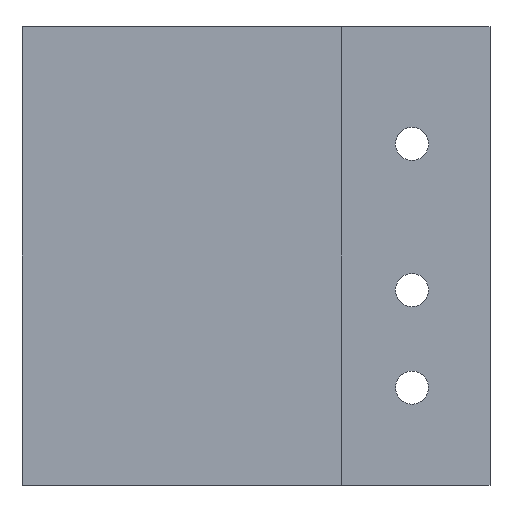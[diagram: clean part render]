
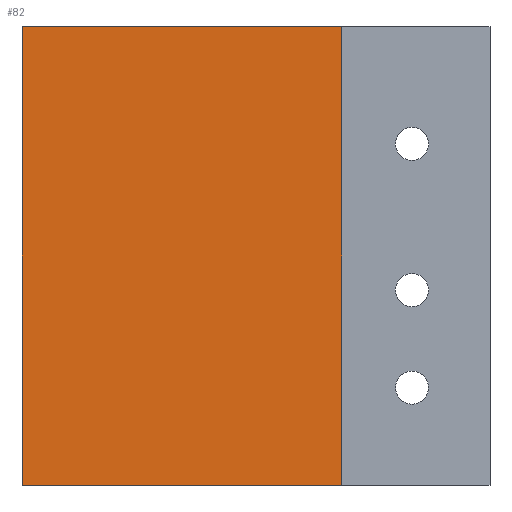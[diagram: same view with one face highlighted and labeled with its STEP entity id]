
A CAD part, left-side view. The second image highlights one B-rep face of the part: STEP entity #82.
In plain terms, the highlighted planar face has unit normal (-1, 0, 0).
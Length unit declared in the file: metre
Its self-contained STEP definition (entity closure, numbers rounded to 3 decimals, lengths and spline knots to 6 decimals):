
#82 = ADVANCED_FACE( '', ( #212 ), #213, .T. );
#212 = FACE_OUTER_BOUND( '', #396, .T. );
#213 = PLANE( '', #397 );
#396 = EDGE_LOOP( '', ( #579, #580, #581, #582 ) );
#397 = AXIS2_PLACEMENT_3D( '', #583, #584, #585 );
#579 = ORIENTED_EDGE( '', *, *, #1118, .T. );
#580 = ORIENTED_EDGE( '', *, *, #1119, .T. );
#581 = ORIENTED_EDGE( '', *, *, #1120, .F. );
#582 = ORIENTED_EDGE( '', *, *, #1121, .T. );
#583 = CARTESIAN_POINT( '', ( -0.0092, 0.012, 0.0205 ) );
#584 = DIRECTION( '', ( -1., 0., 0. ) );
#585 = DIRECTION( '', ( 0., -1., 0. ) );
#1118 = EDGE_CURVE( '', #1337, #1338, #1339, .T. );
#1119 = EDGE_CURVE( '', #1338, #1340, #1341, .T. );
#1120 = EDGE_CURVE( '', #1342, #1340, #1343, .T. );
#1121 = EDGE_CURVE( '', #1342, #1337, #1344, .T. );
#1337 = VERTEX_POINT( '', #1664 );
#1338 = VERTEX_POINT( '', #1665 );
#1339 = LINE( '', #1666, #1667 );
#1340 = VERTEX_POINT( '', #1668 );
#1341 = LINE( '', #1669, #1670 );
#1342 = VERTEX_POINT( '', #1671 );
#1343 = LINE( '', #1672, #1673 );
#1344 = LINE( '', #1674, #1675 );
#1664 = CARTESIAN_POINT( '', ( -0.0092, 0.036, -0.003 ) );
#1665 = CARTESIAN_POINT( '', ( -0.0092, 0.0032, -0.003 ) );
#1666 = CARTESIAN_POINT( '', ( -0.0092, 0.014, -0.003 ) );
#1667 = VECTOR( '', #2130, 1. );
#1668 = CARTESIAN_POINT( '', ( -0.0092, 0.0032, 0.044 ) );
#1669 = CARTESIAN_POINT( '', ( -0.0092, 0.0032, 0.0205 ) );
#1670 = VECTOR( '', #2131, 1. );
#1671 = CARTESIAN_POINT( '', ( -0.0092, 0.036, 0.044 ) );
#1672 = CARTESIAN_POINT( '', ( -0.0092, 0.014, 0.044 ) );
#1673 = VECTOR( '', #2132, 1. );
#1674 = CARTESIAN_POINT( '', ( -0.0092, 0.036, 0.0205 ) );
#1675 = VECTOR( '', #2133, 1. );
#2130 = DIRECTION( '', ( 0., -1., 0. ) );
#2131 = DIRECTION( '', ( 0., 0., 1. ) );
#2132 = DIRECTION( '', ( 0., -1., 0. ) );
#2133 = DIRECTION( '', ( 0., 0., -1. ) );
